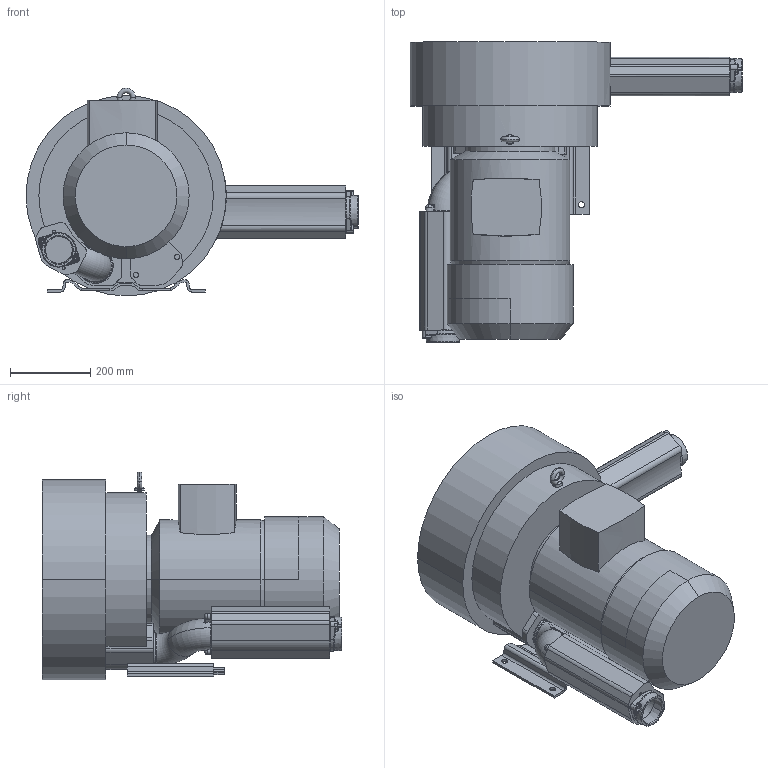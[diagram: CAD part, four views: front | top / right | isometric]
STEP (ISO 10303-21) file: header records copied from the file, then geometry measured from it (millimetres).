
FILE_DESCRIPTION((''),'2;1');
FILE_NAME('2RB820-7HH37','2024-12-05T',('xuan'),(''),'PRO/ENGINEER BY PARAMETRIC TECHNOLOGY CORPORATION, 2007090','PRO/ENGINEER BY PARAMETRIC TECHNOLOGY CORPORATION, 2007090','');
FILE_SCHEMA(('AUTOMOTIVE_DESIGN_CC2 { 1 2 10303 214 -1 1 5 2 }'));
Length unit declared in the file: millimetre
Products named in the file (1): 2RB820-7HH37
Bounding box: 829 x 748.8 x 519.01 mm (x, y, z)
Volume: 90485394.6 mm3; surface area: 1957104 mm2
Topology: 3 solids, 6 shells, 589 faces, 1536 edges, 974 vertices
Faces by surface type: cylinder 178, bspline 142, plane 137, torus 60, cone 58, sphere 8, extrusion 6
Entity records: 29554 total; most frequent: CARTESIAN_POINT 15730, ORIENTED_EDGE 3048, DIRECTION 2765, EDGE_CURVE 1524, AXIS2_PLACEMENT_3D 1129, VERTEX_POINT 974, CIRCLE 687, EDGE_LOOP 632
